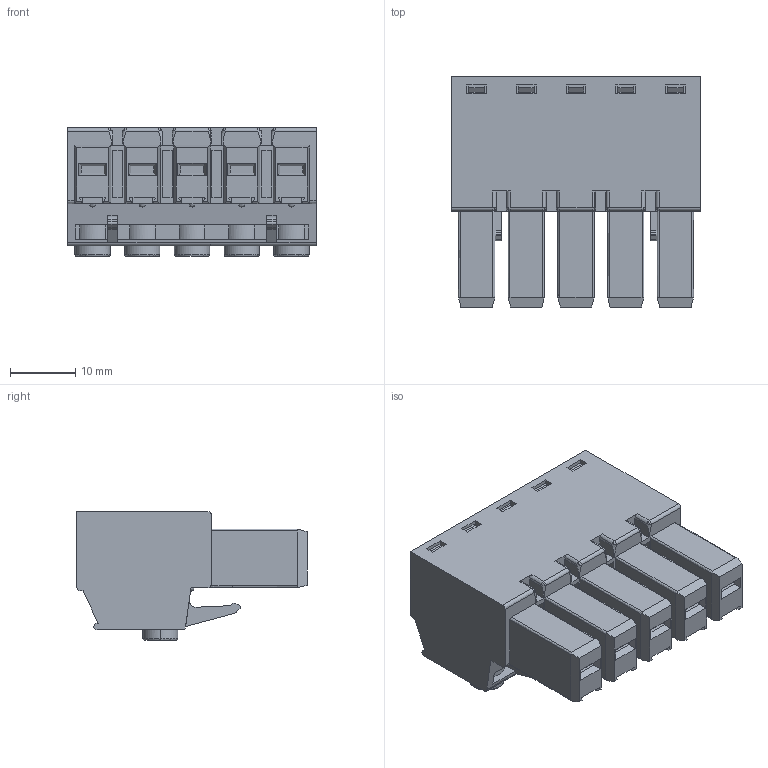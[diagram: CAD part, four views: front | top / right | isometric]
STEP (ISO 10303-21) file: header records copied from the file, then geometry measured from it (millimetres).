
FILE_DESCRIPTION( ('This file contains a STEP AP42 implementation' ,'as created by ZW3D STEP Interface translator.') ,'2;1' );
FILE_NAME( 'WJ3EDGKH-7.62-05P.stp' ,'24 219.143428', (''), ('ZWCAD Software Co.'), 'Version 1.0', 'ZW3D to STEP translator', '' );
FILE_SCHEMA(('AUTOMOTIVE_DESIGN'));
Length unit declared in the file: millimetre
Products named in the file (2): 0; WJ3EDGKH-7.62-06P-00A(2)
Bounding box: 38.1 x 35.3 x 19.7 mm (x, y, z)
Surface area: 10581.8 mm2 (no closed solid volume)
Topology: 0 solids, 1 shells, 978 faces, 2757 edges, 1789 vertices
Faces by surface type: bspline 978
Entity records: 32819 total; most frequent: CARTESIAN_POINT 15506, ORIENTED_EDGE 5501, EDGE_CURVE 2752, B_SPLINE_CURVE_WITH_KNOTS 2425, VERTEX_POINT 1789, EDGE_LOOP 1040, FACE_OUTER_BOUND 978, ADVANCED_FACE 978
